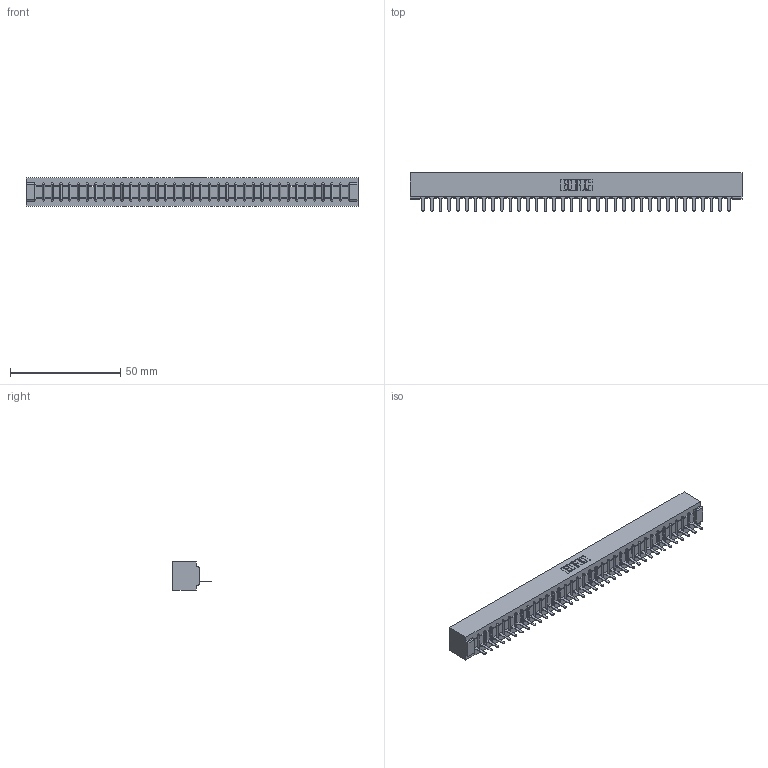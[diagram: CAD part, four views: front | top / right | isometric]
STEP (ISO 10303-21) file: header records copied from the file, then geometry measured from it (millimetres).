
FILE_DESCRIPTION (( 'STEP AP203' ), '1' );
FILE_NAME ('357-036-425-101.STEP', '2020-10-02T16:12:11', ( '' ), ( '' ), 'SwSTEP 2.0', 'SolidWorks 2020', '' );
FILE_SCHEMA (( 'CONFIG_CONTROL_DESIGN' ));
Length unit declared in the file: inch
Products named in the file (3): 307-290-001_525; 307 Part_No Mounting Lugs; 357-036-425-101
Assembly tree (37 placements, depth 2):
  357-036-425-101
    307 Part_No Mounting Lugs
    307-290-001_525  x36
Bounding box: 150.52 x 17.42 x 12.7 mm (x, y, z)
Volume: 16073 mm3; surface area: 16868.7 mm2
Topology: 37 solids, 37 shells, 2163 faces, 6131 edges, 3938 vertices
Faces by surface type: plane 1398, cylinder 691, sphere 74
Entity records: 31292 total; most frequent: CARTESIAN_POINT 5268, ORIENTED_EDGE 5254, DIRECTION 5125, EDGE_CURVE 2627, VECTOR 2015, LINE 2015, VERTEX_POINT 1698, AXIS2_PLACEMENT_3D 1555
